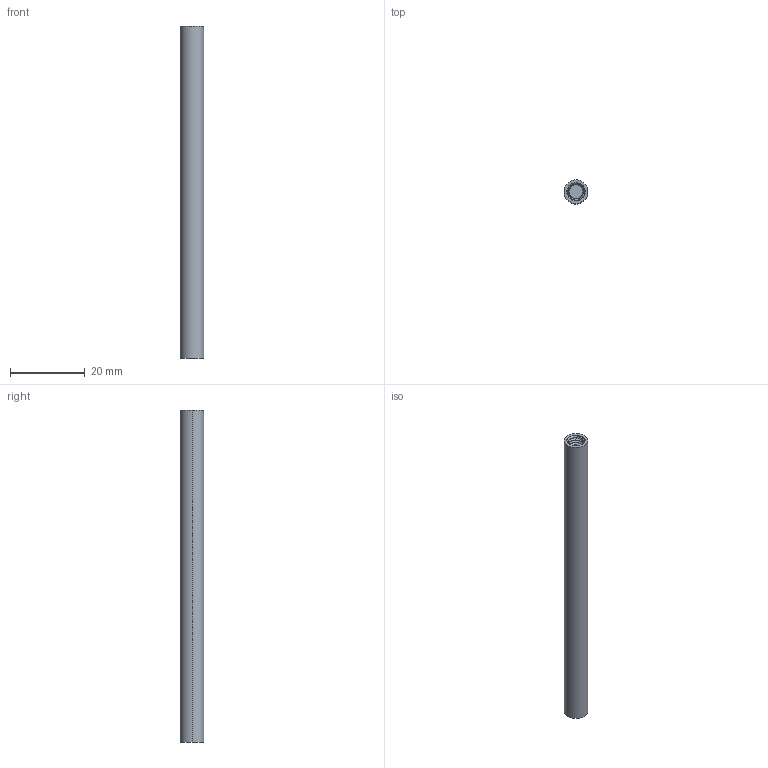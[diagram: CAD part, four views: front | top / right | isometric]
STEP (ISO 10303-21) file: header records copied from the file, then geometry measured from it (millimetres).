
FILE_DESCRIPTION (( 'STEP AP203' ), '1' );
FILE_NAME ('91125A042.step', '2015-09-11T19:57:17', ( '' ), ( '' ), 'SwSTEP 2.0', 'SolidWorks 2010', '' );
FILE_SCHEMA (( 'CONFIG_CONTROL_DESIGN' ));
Length unit declared in the file: inch
Products named in the file (1): 91125A042
Bounding box: 6.35 x 6.35 x 88.9 mm (x, y, z)
Volume: 2432.8 mm3; surface area: 2428.6 mm2
Topology: 1 solids, 1 shells, 84 faces, 240 edges, 160 vertices
Faces by surface type: cylinder 68, cone 6, bspline 6, plane 4
Entity records: 20601 total; most frequent: CARTESIAN_POINT 18783, ORIENTED_EDGE 480, DIRECTION 254, EDGE_CURVE 240, VERTEX_POINT 160, AXIS2_PLACEMENT_3D 91, EDGE_LOOP 86, ADVANCED_FACE 84
